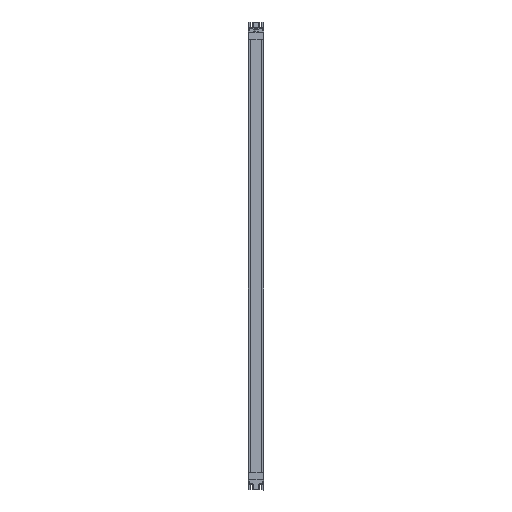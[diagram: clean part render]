
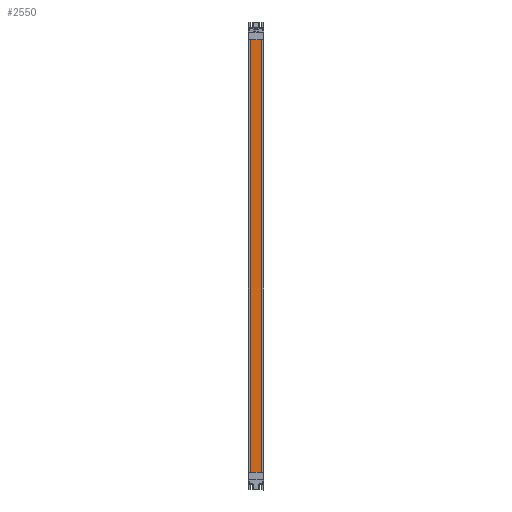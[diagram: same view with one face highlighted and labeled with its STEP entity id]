
A CAD part, top view. The second image highlights one B-rep face of the part: STEP entity #2550.
In plain terms, the highlighted planar face has unit normal (0, 0, 1).
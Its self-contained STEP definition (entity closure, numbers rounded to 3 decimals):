
#2530=AXIS2_PLACEMENT_3D('Plane Axis2P3D',#2527,#2528,#2529) ;
#2036=CARTESIAN_POINT('Vertex',(27.5,35.,15.8)) ;
#2039=CARTESIAN_POINT('Line Origine',(14.751,35.,15.8)) ;
#2043=CARTESIAN_POINT('Vertex',(2.002,35.,15.8)) ;
#2512=CARTESIAN_POINT('Vertex',(27.5,880.,15.8)) ;
#2515=CARTESIAN_POINT('Line Origine',(27.5,457.5,15.8)) ;
#2527=CARTESIAN_POINT('Axis2P3D Location',(27.5,887.5,15.8)) ;
#2532=CARTESIAN_POINT('Line Origine',(14.751,880.,15.8)) ;
#2536=CARTESIAN_POINT('Vertex',(2.002,880.,15.8)) ;
#2539=CARTESIAN_POINT('Line Origine',(2.002,457.5,15.8)) ;
#2040=DIRECTION('Vector Direction',(-1.,0.,0.)) ;
#2516=DIRECTION('Vector Direction',(0.,-1.,0.)) ;
#2528=DIRECTION('Axis2P3D Direction',(0.,0.,1.)) ;
#2529=DIRECTION('Axis2P3D XDirection',(-1.,0.,0.)) ;
#2533=DIRECTION('Vector Direction',(-1.,0.,0.)) ;
#2540=DIRECTION('Vector Direction',(0.,1.,0.)) ;
#2041=VECTOR('Line Direction',#2040,1.) ;
#2517=VECTOR('Line Direction',#2516,1.) ;
#2534=VECTOR('Line Direction',#2533,1.) ;
#2541=VECTOR('Line Direction',#2540,1.) ;
#2545=ORIENTED_EDGE('',*,*,#2538,.T.) ;
#2546=ORIENTED_EDGE('',*,*,#2543,.F.) ;
#2547=ORIENTED_EDGE('',*,*,#2045,.F.) ;
#2548=ORIENTED_EDGE('',*,*,#2519,.F.) ;
#2550=ADVANCED_FACE('Hauptkoerper',(#2549),#2531,.T.) ;
#2045=EDGE_CURVE('',#2037,#2044,#2042,.T.) ;
#2519=EDGE_CURVE('',#2513,#2037,#2518,.T.) ;
#2538=EDGE_CURVE('',#2513,#2537,#2535,.T.) ;
#2543=EDGE_CURVE('',#2044,#2537,#2542,.T.) ;
#2544=EDGE_LOOP('',(#2545,#2546,#2547,#2548)) ;
#2549=FACE_OUTER_BOUND('',#2544,.T.) ;
#2042=LINE('Line',#2039,#2041) ;
#2518=LINE('Line',#2515,#2517) ;
#2535=LINE('Line',#2532,#2534) ;
#2542=LINE('Line',#2539,#2541) ;
#2531=PLANE('',#2530) ;
#2037=VERTEX_POINT('',#2036) ;
#2044=VERTEX_POINT('',#2043) ;
#2513=VERTEX_POINT('',#2512) ;
#2537=VERTEX_POINT('',#2536) ;
